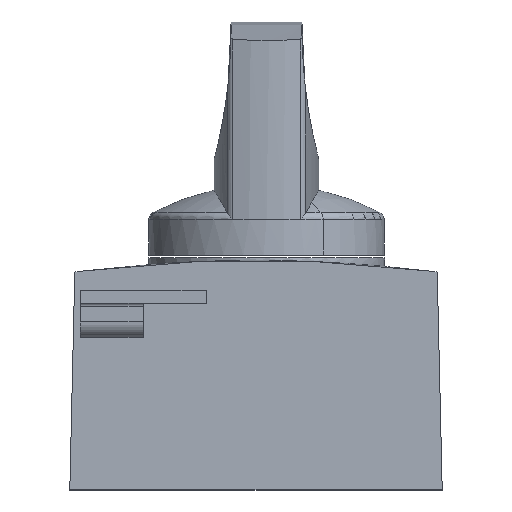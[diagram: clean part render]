
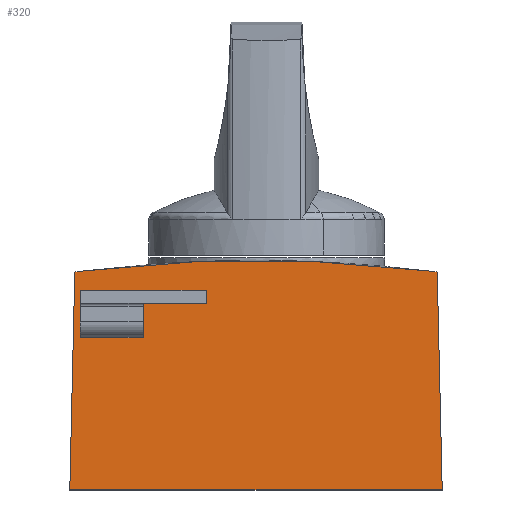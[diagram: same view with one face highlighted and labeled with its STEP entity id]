
A CAD part, top view. The second image highlights one B-rep face of the part: STEP entity #320.
In plain terms, the highlighted planar face has unit normal (0, 0.023, 1).
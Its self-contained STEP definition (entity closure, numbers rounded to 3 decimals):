
#237=AXIS2_PLACEMENT_3D('Plane Axis2P3D',#234,#235,#236) ;
#77=CARTESIAN_POINT('Line Origine',(-24.75,103.,46.045)) ;
#81=CARTESIAN_POINT('Vertex',(-21.75,103.,46.045)) ;
#83=CARTESIAN_POINT('Vertex',(-27.75,103.,46.045)) ;
#152=CARTESIAN_POINT('Vertex',(-27.75,105.,46.)) ;
#166=CARTESIAN_POINT('Vertex',(-21.75,105.,46.)) ;
#169=CARTESIAN_POINT('Line Origine',(-24.75,105.,46.)) ;
#188=CARTESIAN_POINT('Line Origine',(-27.75,104.,46.022)) ;
#222=CARTESIAN_POINT('Line Origine',(-21.75,104.,46.022)) ;
#234=CARTESIAN_POINT('Axis2P3D Location',(0.,70.,46.8)) ;
#239=CARTESIAN_POINT('Line Origine',(32.85,111.713,45.846)) ;
#243=CARTESIAN_POINT('Vertex',(32.85,111.718,45.846)) ;
#245=CARTESIAN_POINT('Vertex',(32.85,111.708,45.846)) ;
#249=CARTESIAN_POINT('Control Point',(32.85,111.708,45.846)) ;
#250=CARTESIAN_POINT('Control Point',(19.777,113.331,45.809)) ;
#251=CARTESIAN_POINT('Control Point',(6.604,114.148,45.791)) ;
#252=CARTESIAN_POINT('Control Point',(-6.604,114.148,45.791)) ;
#253=CARTESIAN_POINT('Control Point',(-19.777,113.331,45.809)) ;
#254=CARTESIAN_POINT('Control Point',(-32.85,111.708,45.846)) ;
#255=CARTESIAN_POINT('Vertex',(-32.85,111.708,45.846)) ;
#258=CARTESIAN_POINT('Line Origine',(-32.85,111.713,45.846)) ;
#262=CARTESIAN_POINT('Vertex',(-32.85,111.718,45.846)) ;
#266=CARTESIAN_POINT('Control Point',(-34.551,111.501,45.851)) ;
#267=CARTESIAN_POINT('Control Point',(-34.211,111.545,45.85)) ;
#268=CARTESIAN_POINT('Control Point',(-33.871,111.589,45.849)) ;
#269=CARTESIAN_POINT('Control Point',(-33.531,111.633,45.848)) ;
#270=CARTESIAN_POINT('Control Point',(-33.19,111.675,45.847)) ;
#271=CARTESIAN_POINT('Control Point',(-32.85,111.718,45.846)) ;
#272=CARTESIAN_POINT('Vertex',(-34.551,111.501,45.851)) ;
#275=CARTESIAN_POINT('Line Origine',(-35.026,90.75,46.325)) ;
#279=CARTESIAN_POINT('Vertex',(-35.5,70.,46.8)) ;
#282=CARTESIAN_POINT('Line Origine',(0.,70.,46.8)) ;
#286=CARTESIAN_POINT('Vertex',(35.5,70.,46.8)) ;
#289=CARTESIAN_POINT('Line Origine',(35.026,90.75,46.325)) ;
#293=CARTESIAN_POINT('Vertex',(34.551,111.501,45.851)) ;
#297=CARTESIAN_POINT('Control Point',(32.85,111.718,45.846)) ;
#298=CARTESIAN_POINT('Control Point',(33.19,111.675,45.847)) ;
#299=CARTESIAN_POINT('Control Point',(33.531,111.633,45.848)) ;
#300=CARTESIAN_POINT('Control Point',(33.871,111.589,45.849)) ;
#301=CARTESIAN_POINT('Control Point',(34.211,111.545,45.85)) ;
#302=CARTESIAN_POINT('Control Point',(34.551,111.501,45.851)) ;
#78=DIRECTION('Vector Direction',(-1.,0.,0.)) ;
#170=DIRECTION('Vector Direction',(-1.,0.,0.)) ;
#189=DIRECTION('Vector Direction',(0.,1.,-0.023)) ;
#223=DIRECTION('Vector Direction',(0.,1.,-0.023)) ;
#235=DIRECTION('Axis2P3D Direction',(0.,-0.023,-1.)) ;
#236=DIRECTION('Axis2P3D XDirection',(0.,1.,-0.023)) ;
#240=DIRECTION('Vector Direction',(0.,-1.,0.023)) ;
#259=DIRECTION('Vector Direction',(0.,-1.,0.023)) ;
#276=DIRECTION('Vector Direction',(0.023,0.999,-0.023)) ;
#283=DIRECTION('Vector Direction',(1.,0.,0.)) ;
#290=DIRECTION('Vector Direction',(-0.023,0.999,-0.023)) ;
#79=VECTOR('Line Direction',#78,1.) ;
#171=VECTOR('Line Direction',#170,1.) ;
#190=VECTOR('Line Direction',#189,1.) ;
#224=VECTOR('Line Direction',#223,1.) ;
#241=VECTOR('Line Direction',#240,1.) ;
#260=VECTOR('Line Direction',#259,1.) ;
#277=VECTOR('Line Direction',#276,1.) ;
#284=VECTOR('Line Direction',#283,1.) ;
#291=VECTOR('Line Direction',#290,1.) ;
#305=ORIENTED_EDGE('',*,*,#247,.T.) ;
#306=ORIENTED_EDGE('',*,*,#257,.T.) ;
#307=ORIENTED_EDGE('',*,*,#264,.F.) ;
#308=ORIENTED_EDGE('',*,*,#274,.F.) ;
#309=ORIENTED_EDGE('',*,*,#281,.F.) ;
#310=ORIENTED_EDGE('',*,*,#288,.T.) ;
#311=ORIENTED_EDGE('',*,*,#295,.F.) ;
#312=ORIENTED_EDGE('',*,*,#303,.F.) ;
#315=ORIENTED_EDGE('',*,*,#226,.F.) ;
#316=ORIENTED_EDGE('',*,*,#85,.T.) ;
#317=ORIENTED_EDGE('',*,*,#192,.T.) ;
#318=ORIENTED_EDGE('',*,*,#173,.F.) ;
#319=FACE_BOUND('',#314,.T.) ;
#320=ADVANCED_FACE('Maniglia rotante diretta RHD',(#313,#319),#238,.F.) ;
#248=B_SPLINE_CURVE_WITH_KNOTS('',5,(#249,#250,#251,#252,#253,#254),.UNSPECIFIED.,.F.,.U.,(6,6),(0.,93.151),.UNSPECIFIED.) ;
#265=B_SPLINE_CURVE_WITH_KNOTS('',5,(#266,#267,#268,#269,#270,#271),.UNSPECIFIED.,.F.,.U.,(6,6),(1.353,3.779),.UNSPECIFIED.) ;
#296=B_SPLINE_CURVE_WITH_KNOTS('',5,(#297,#298,#299,#300,#301,#302),.UNSPECIFIED.,.F.,.U.,(6,6),(96.93,99.355),.UNSPECIFIED.) ;
#85=EDGE_CURVE('',#82,#84,#80,.T.) ;
#173=EDGE_CURVE('',#167,#153,#172,.T.) ;
#192=EDGE_CURVE('',#84,#153,#191,.T.) ;
#226=EDGE_CURVE('',#82,#167,#225,.T.) ;
#247=EDGE_CURVE('',#244,#246,#242,.T.) ;
#257=EDGE_CURVE('',#246,#256,#248,.T.) ;
#264=EDGE_CURVE('',#263,#256,#261,.T.) ;
#274=EDGE_CURVE('',#273,#263,#265,.T.) ;
#281=EDGE_CURVE('',#280,#273,#278,.T.) ;
#288=EDGE_CURVE('',#280,#287,#285,.T.) ;
#295=EDGE_CURVE('',#294,#287,#292,.F.) ;
#303=EDGE_CURVE('',#244,#294,#296,.T.) ;
#304=EDGE_LOOP('',(#305,#306,#307,#308,#309,#310,#311,#312)) ;
#314=EDGE_LOOP('',(#315,#316,#317,#318)) ;
#313=FACE_OUTER_BOUND('',#304,.T.) ;
#80=LINE('Line',#77,#79) ;
#172=LINE('Line',#169,#171) ;
#191=LINE('Line',#188,#190) ;
#225=LINE('Line',#222,#224) ;
#242=LINE('Line',#239,#241) ;
#261=LINE('Line',#258,#260) ;
#278=LINE('Line',#275,#277) ;
#285=LINE('Line',#282,#284) ;
#292=LINE('Line',#289,#291) ;
#238=PLANE('',#237) ;
#82=VERTEX_POINT('',#81) ;
#84=VERTEX_POINT('',#83) ;
#153=VERTEX_POINT('',#152) ;
#167=VERTEX_POINT('',#166) ;
#244=VERTEX_POINT('',#243) ;
#246=VERTEX_POINT('',#245) ;
#256=VERTEX_POINT('',#255) ;
#263=VERTEX_POINT('',#262) ;
#273=VERTEX_POINT('',#272) ;
#280=VERTEX_POINT('',#279) ;
#287=VERTEX_POINT('',#286) ;
#294=VERTEX_POINT('',#293) ;
